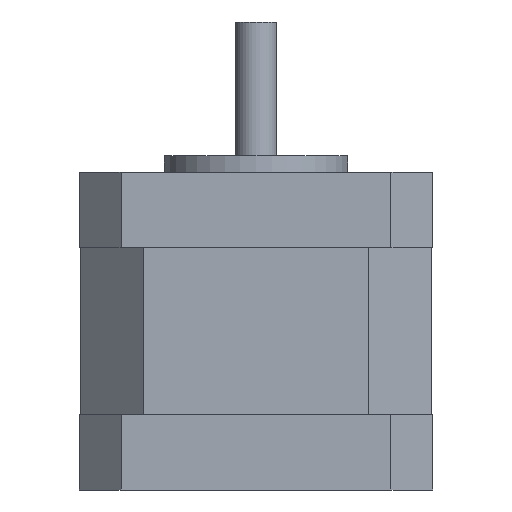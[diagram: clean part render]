
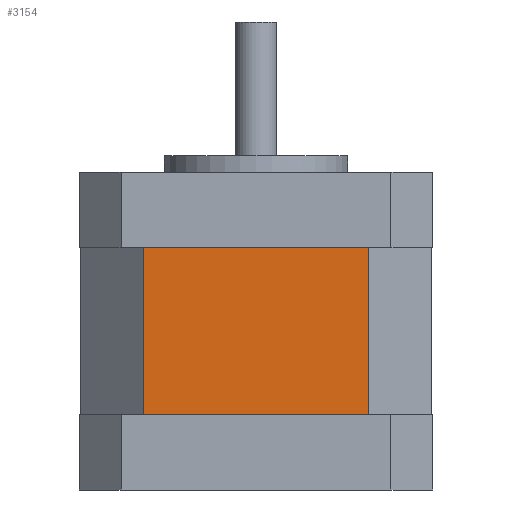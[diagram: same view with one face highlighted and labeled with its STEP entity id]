
A CAD part, front view. The second image highlights one B-rep face of the part: STEP entity #3154.
In plain terms, the highlighted planar face has unit normal (0, -1, 0).
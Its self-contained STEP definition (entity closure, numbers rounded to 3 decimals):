
#317 = CARTESIAN_POINT ( 'NONE',  ( -13.422, -21.05, -9. ) ) ;
#348 = DIRECTION ( 'NONE',  ( 0., -1., 0. ) ) ;
#570 = LINE ( 'NONE', #4660, #6692 ) ;
#646 = CARTESIAN_POINT ( 'NONE',  ( -21.05, -21.05, -29. ) ) ;
#916 = CARTESIAN_POINT ( 'NONE',  ( -21.05, -21.05, -29. ) ) ;
#1117 = EDGE_CURVE ( 'NONE', #5302, #1301, #5155, .T. ) ;
#1236 = VERTEX_POINT ( 'NONE', #4544 ) ;
#1301 = VERTEX_POINT ( 'NONE', #6352 ) ;
#1451 = DIRECTION ( 'NONE',  ( 1., 0., 0. ) ) ;
#1882 = DIRECTION ( 'NONE',  ( 0., 0., -1. ) ) ;
#1947 = LINE ( 'NONE', #3224, #5241 ) ;
#2326 = FACE_OUTER_BOUND ( 'NONE', #5950, .T. ) ;
#2399 = ORIENTED_EDGE ( 'NONE', *, *, #1117, .F. ) ;
#2616 = VECTOR ( 'NONE', #1882, 1000. ) ;
#2688 = CARTESIAN_POINT ( 'NONE',  ( 13.422, -21.05, -9. ) ) ;
#2753 = ORIENTED_EDGE ( 'NONE', *, *, #6241, .T. ) ;
#3154 = ADVANCED_FACE ( 'NONE', ( #2326 ), #5754, .T. ) ;
#3176 = EDGE_CURVE ( 'NONE', #3708, #5302, #570, .T. ) ;
#3224 = CARTESIAN_POINT ( 'NONE',  ( -13.422, -21.05, -29. ) ) ;
#3273 = DIRECTION ( 'NONE',  ( 1., 0., 0. ) ) ;
#3701 = VECTOR ( 'NONE', #3273, 1000. ) ;
#3708 = VERTEX_POINT ( 'NONE', #317 ) ;
#3866 = AXIS2_PLACEMENT_3D ( 'NONE', #916, #348, #5808 ) ;
#4544 = CARTESIAN_POINT ( 'NONE',  ( -13.422, -21.05, -29. ) ) ;
#4651 = ORIENTED_EDGE ( 'NONE', *, *, #6121, .F. ) ;
#4660 = CARTESIAN_POINT ( 'NONE',  ( -21.05, -21.05, -9. ) ) ;
#5155 = LINE ( 'NONE', #6229, #2616 ) ;
#5241 = VECTOR ( 'NONE', #6482, 1000. ) ;
#5302 = VERTEX_POINT ( 'NONE', #2688 ) ;
#5754 = PLANE ( 'NONE',  #3866 ) ;
#5808 = DIRECTION ( 'NONE',  ( 0., 0., -1. ) ) ;
#5950 = EDGE_LOOP ( 'NONE', ( #2399, #6766, #4651, #2753 ) ) ;
#6121 = EDGE_CURVE ( 'NONE', #1236, #3708, #1947, .T. ) ;
#6229 = CARTESIAN_POINT ( 'NONE',  ( 13.422, -21.05, -29. ) ) ;
#6241 = EDGE_CURVE ( 'NONE', #1236, #1301, #6578, .T. ) ;
#6352 = CARTESIAN_POINT ( 'NONE',  ( 13.422, -21.05, -29. ) ) ;
#6482 = DIRECTION ( 'NONE',  ( 0., 0., 1. ) ) ;
#6578 = LINE ( 'NONE', #646, #3701 ) ;
#6692 = VECTOR ( 'NONE', #1451, 1000. ) ;
#6766 = ORIENTED_EDGE ( 'NONE', *, *, #3176, .F. ) ;
